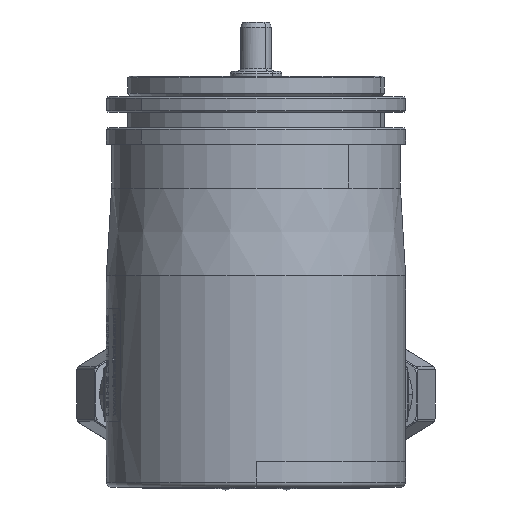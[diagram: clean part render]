
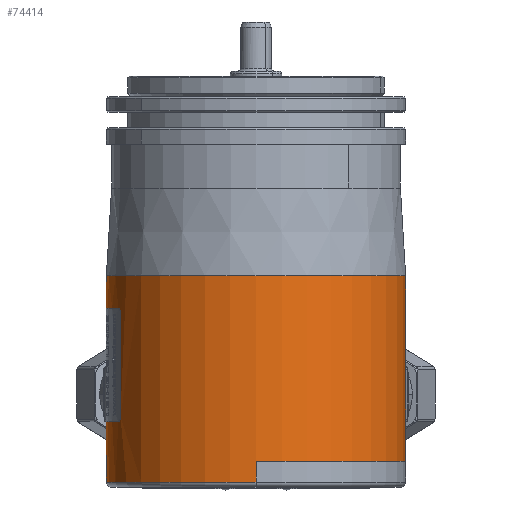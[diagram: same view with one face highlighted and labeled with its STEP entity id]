
A CAD part, front view. The second image highlights one B-rep face of the part: STEP entity #74414.
In plain terms, the highlighted cylindrical face has radius 29 mm (diameter 58 mm), a partial arc.
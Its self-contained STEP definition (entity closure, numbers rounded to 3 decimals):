
#5369=CARTESIAN_POINT('',(0.,0.,-53.2));
#5370=DIRECTION('',(0.,0.,1.));
#5371=DIRECTION('',(0.,1.,0.));
#5372=AXIS2_PLACEMENT_3D('',#5369,#5370,#5371);
#5394=DIRECTION('',(0.,0.,-1.));
#5395=VECTOR('',#5394,2.);
#5396=CARTESIAN_POINT('',(-29.,0.,-47.2));
#5397=LINE('',#5396,#5395);
#5398=CARTESIAN_POINT('',(0.,0.,-49.2));
#5399=DIRECTION('',(0.,0.,-1.));
#5400=DIRECTION('',(-1.,0.,0.));
#5401=AXIS2_PLACEMENT_3D('',#5398,#5399,#5400);
#5403=DIRECTION('',(0.,0.,-1.));
#5404=VECTOR('',#5403,4.);
#5405=CARTESIAN_POINT('',(0.,29.,-49.2));
#5406=LINE('',#5405,#5404);
#5407=CARTESIAN_POINT('',(-26.69,-11.342,-41.5));
#5408=CARTESIAN_POINT('',(-26.66,-11.413,-41.5));
#5409=CARTESIAN_POINT('',(-26.602,-11.549,
-41.483));
#5410=CARTESIAN_POINT('',(-26.516,-11.745,
-41.408));
#5411=CARTESIAN_POINT('',(-26.438,-11.919,
-41.288));
#5412=CARTESIAN_POINT('',(-26.371,-12.065,
-41.128));
#5413=CARTESIAN_POINT('',(-26.321,-12.174,
-40.936));
#5414=CARTESIAN_POINT('',(-26.29,-12.241,
-40.723));
#5415=CARTESIAN_POINT('',(-26.283,-12.256,
-40.576));
#5416=CARTESIAN_POINT('',(-26.283,-12.256,
-40.5));
#5418=DIRECTION('',(0.,0.,-1.));
#5419=VECTOR('',#5418,20.);
#5420=CARTESIAN_POINT('',(-26.283,-12.256,-20.5));
#5421=LINE('',#5420,#5419);
#5422=CARTESIAN_POINT('',(-26.283,-12.256,-20.5));
#5423=CARTESIAN_POINT('',(-26.283,-12.256,
-20.424));
#5424=CARTESIAN_POINT('',(-26.29,-12.241,
-20.277));
#5425=CARTESIAN_POINT('',(-26.321,-12.174,
-20.064));
#5426=CARTESIAN_POINT('',(-26.371,-12.065,
-19.872));
#5427=CARTESIAN_POINT('',(-26.438,-11.919,
-19.712));
#5428=CARTESIAN_POINT('',(-26.516,-11.745,
-19.592));
#5429=CARTESIAN_POINT('',(-26.602,-11.549,
-19.517));
#5430=CARTESIAN_POINT('',(-26.66,-11.412,-19.5));
#5431=CARTESIAN_POINT('',(-26.69,-11.342,-19.5));
#5433=CARTESIAN_POINT('',(0.,0.,-19.5));
#5434=DIRECTION('',(0.,0.,-1.));
#5435=DIRECTION('',(-0.92,-0.391,0.));
#5436=AXIS2_PLACEMENT_3D('',#5433,#5434,#5435);
#5438=CARTESIAN_POINT('',(-28.983,-1.,-19.5));
#5439=CARTESIAN_POINT('',(-28.985,-0.924,-19.5));
#5440=CARTESIAN_POINT('',(-28.99,-0.776,
-19.517));
#5441=CARTESIAN_POINT('',(-28.995,-0.562,
-19.592));
#5442=CARTESIAN_POINT('',(-28.998,-0.37,
-19.712));
#5443=CARTESIAN_POINT('',(-28.999,-0.211,
-19.872));
#5444=CARTESIAN_POINT('',(-29.,-0.091,
-20.064));
#5445=CARTESIAN_POINT('',(-29.,-0.017,
-20.277));
#5446=CARTESIAN_POINT('',(-29.,0.,-20.424));
#5447=CARTESIAN_POINT('',(-29.,0.,-20.5));
#5449=DIRECTION('',(0.,0.,-1.));
#5450=VECTOR('',#5449,12.);
#5451=CARTESIAN_POINT('',(29.,0.,-13.2));
#5452=LINE('',#5451,#5450);
#5453=DIRECTION('',(0.,0.,-1.));
#5454=VECTOR('',#5453,22.);
#5455=CARTESIAN_POINT('',(29.,0.,-25.2));
#5456=LINE('',#5455,#5454);
#5457=DIRECTION('',(0.,0.,-1.));
#5458=VECTOR('',#5457,2.);
#5459=CARTESIAN_POINT('',(29.,0.,-47.2));
#5460=LINE('',#5459,#5458);
#5461=CARTESIAN_POINT('',(0.,0.,-49.2));
#5462=DIRECTION('',(0.,0.,-1.));
#5463=DIRECTION('',(1.,0.,0.));
#5464=AXIS2_PLACEMENT_3D('',#5461,#5462,#5463);
#5466=DIRECTION('',(0.,0.,-1.));
#5467=VECTOR('',#5466,4.);
#5468=CARTESIAN_POINT('',(0.,-29.,-49.2));
#5469=LINE('',#5468,#5467);
#5470=DIRECTION('',(0.,0.,1.));
#5471=VECTOR('',#5470,6.7);
#5472=CARTESIAN_POINT('',(-29.,0.,-47.2));
#5473=LINE('',#5472,#5471);
#5474=CARTESIAN_POINT('',(-29.,0.,-40.5));
#5475=CARTESIAN_POINT('',(-29.,0.,-40.576));
#5476=CARTESIAN_POINT('',(-29.,-0.017,
-40.723));
#5477=CARTESIAN_POINT('',(-29.,-0.091,
-40.936));
#5478=CARTESIAN_POINT('',(-28.999,-0.211,
-41.128));
#5479=CARTESIAN_POINT('',(-28.998,-0.371,
-41.288));
#5480=CARTESIAN_POINT('',(-28.995,-0.562,
-41.408));
#5481=CARTESIAN_POINT('',(-28.99,-0.776,
-41.483));
#5482=CARTESIAN_POINT('',(-28.985,-0.924,-41.5));
#5483=CARTESIAN_POINT('',(-28.983,-1.,-41.5));
#5485=CARTESIAN_POINT('',(0.,0.,-41.5));
#5486=DIRECTION('',(0.,0.,-1.));
#5487=DIRECTION('',(-0.92,-0.391,0.));
#5488=AXIS2_PLACEMENT_3D('',#5485,#5486,#5487);
#5516=DIRECTION('',(0.,0.,-1.));
#5517=VECTOR('',#5516,7.3);
#5518=CARTESIAN_POINT('',(-29.,0.,-13.2));
#5519=LINE('',#5518,#5517);
#5535=CARTESIAN_POINT('',(-29.,0.,-47.2));
#18966=CARTESIAN_POINT('',(0.,0.,-13.2));
#18967=DIRECTION('',(0.,0.,-1.));
#18968=DIRECTION('',(1.,0.,0.));
#18969=AXIS2_PLACEMENT_3D('',#18966,#18967,#18968);
#57593=CARTESIAN_POINT('',(29.,0.,-13.2));
#57594=CARTESIAN_POINT('',(29.,0.,-25.2));
#57595=VERTEX_POINT('',#57593);
#57596=VERTEX_POINT('',#57594);
#57597=CARTESIAN_POINT('',(-29.,0.,-13.2));
#57598=VERTEX_POINT('',#57597);
#57616=VERTEX_POINT('',#5535);
#57620=CARTESIAN_POINT('',(29.,0.,-47.2));
#57621=VERTEX_POINT('',#57620);
#57925=CARTESIAN_POINT('',(0.,-29.,-53.2));
#57926=CARTESIAN_POINT('',(0.,29.,-53.2));
#57927=VERTEX_POINT('',#57925);
#57928=VERTEX_POINT('',#57926);
#57969=CARTESIAN_POINT('',(29.,0.,-49.2));
#57970=CARTESIAN_POINT('',(0.,-29.,-49.2));
#57971=VERTEX_POINT('',#57969);
#57972=VERTEX_POINT('',#57970);
#57973=CARTESIAN_POINT('',(-29.,0.,-49.2));
#57974=CARTESIAN_POINT('',(0.,29.,-49.2));
#57975=VERTEX_POINT('',#57973);
#57976=VERTEX_POINT('',#57974);
#68162=CARTESIAN_POINT('',(-29.,0.,-20.5));
#68164=VERTEX_POINT('',#68162);
#68166=CARTESIAN_POINT('',(-29.,0.,-40.5));
#68167=VERTEX_POINT('',#68166);
#68172=VERTEX_POINT('',#5407);
#68173=VERTEX_POINT('',#5416);
#68174=CARTESIAN_POINT('',(-28.983,-1.,-41.5));
#68175=VERTEX_POINT('',#68174);
#68176=VERTEX_POINT('',#5438);
#68177=CARTESIAN_POINT('',(-26.69,-11.342,-19.5));
#68178=VERTEX_POINT('',#68177);
#68179=VERTEX_POINT('',#5422);
#74376=CARTESIAN_POINT('',(0.,0.,6.45));
#74377=DIRECTION('',(0.,0.,-1.));
#74378=DIRECTION('',(1.,0.,0.));
#74379=AXIS2_PLACEMENT_3D('',#74376,#74377,#74378);
#74380=CYLINDRICAL_SURFACE('',#74379,29.);
#74382=ORIENTED_EDGE('',*,*,#74381,.T.);
#74384=ORIENTED_EDGE('',*,*,#74383,.F.);
#74386=ORIENTED_EDGE('',*,*,#74385,.T.);
#74388=ORIENTED_EDGE('',*,*,#74387,.T.);
#74390=ORIENTED_EDGE('',*,*,#74389,.T.);
#74392=ORIENTED_EDGE('',*,*,#74391,.F.);
#74394=ORIENTED_EDGE('',*,*,#74393,.F.);
#74396=ORIENTED_EDGE('',*,*,#74395,.T.);
#74398=ORIENTED_EDGE('',*,*,#74397,.T.);
#74399=ORIENTED_EDGE('',*,*,#74360,.T.);
#74400=ORIENTED_EDGE('',*,*,#74358,.T.);
#74401=ORIENTED_EDGE('',*,*,#74371,.T.);
#74402=ORIENTED_EDGE('',*,*,#74332,.F.);
#74403=ORIENTED_EDGE('',*,*,#74368,.F.);
#74404=ORIENTED_EDGE('',*,*,#74366,.F.);
#74405=ORIENTED_EDGE('',*,*,#74364,.F.);
#74407=ORIENTED_EDGE('',*,*,#74406,.T.);
#74409=ORIENTED_EDGE('',*,*,#74408,.T.);
#74411=ORIENTED_EDGE('',*,*,#74410,.F.);
#74412=EDGE_LOOP('',(#74382,#74384,#74386,#74388,#74390,#74392,#74394,#74396,
#74398,#74399,#74400,#74401,#74402,#74403,#74404,#74405,#74407,#74409,#74411));
#74413=FACE_OUTER_BOUND('',#74412,.F.);
#5373=CIRCLE('',#5372,29.);
#5402=CIRCLE('',#5401,29.);
#5417=B_SPLINE_CURVE_WITH_KNOTS('',3,(#5407,#5408,#5409,#5410,#5411,#5412,#5413,
#5414,#5415,#5416),.UNSPECIFIED.,.F.,.F.,(4,1,1,1,1,1,1,4),(0.,
0.143,0.286,0.429,0.571,
0.714,0.857,1.),.UNSPECIFIED.);
#5432=B_SPLINE_CURVE_WITH_KNOTS('',3,(#5422,#5423,#5424,#5425,#5426,#5427,#5428,
#5429,#5430,#5431),.UNSPECIFIED.,.F.,.F.,(4,1,1,1,1,1,1,4),(0.,
0.143,0.286,0.429,0.571,
0.714,0.857,1.),.UNSPECIFIED.);
#5437=CIRCLE('',#5436,29.);
#5448=B_SPLINE_CURVE_WITH_KNOTS('',3,(#5438,#5439,#5440,#5441,#5442,#5443,#5444,
#5445,#5446,#5447),.UNSPECIFIED.,.F.,.F.,(4,1,1,1,1,1,1,4),(0.,
0.143,0.286,0.429,0.571,
0.714,0.857,1.),.UNSPECIFIED.);
#5465=CIRCLE('',#5464,29.);
#5484=B_SPLINE_CURVE_WITH_KNOTS('',3,(#5474,#5475,#5476,#5477,#5478,#5479,#5480,
#5481,#5482,#5483),.UNSPECIFIED.,.F.,.F.,(4,1,1,1,1,1,1,4),(0.,
0.143,0.286,0.429,0.571,
0.714,0.857,1.),.UNSPECIFIED.);
#5489=CIRCLE('',#5488,29.);
#18970=CIRCLE('',#18969,29.);
#74332=EDGE_CURVE('',#57928,#57927,#5373,.T.);
#74358=EDGE_CURVE('',#57971,#57972,#5465,.T.);
#74360=EDGE_CURVE('',#57621,#57971,#5460,.T.);
#74364=EDGE_CURVE('',#57616,#57975,#5397,.T.);
#74366=EDGE_CURVE('',#57975,#57976,#5402,.T.);
#74368=EDGE_CURVE('',#57976,#57928,#5406,.T.);
#74371=EDGE_CURVE('',#57972,#57927,#5469,.T.);
#74381=EDGE_CURVE('',#68172,#68173,#5417,.T.);
#74383=EDGE_CURVE('',#68179,#68173,#5421,.T.);
#74385=EDGE_CURVE('',#68179,#68178,#5432,.T.);
#74387=EDGE_CURVE('',#68178,#68176,#5437,.T.);
#74389=EDGE_CURVE('',#68176,#68164,#5448,.T.);
#74391=EDGE_CURVE('',#57598,#68164,#5519,.T.);
#74393=EDGE_CURVE('',#57595,#57598,#18970,.T.);
#74395=EDGE_CURVE('',#57595,#57596,#5452,.T.);
#74397=EDGE_CURVE('',#57596,#57621,#5456,.T.);
#74406=EDGE_CURVE('',#57616,#68167,#5473,.T.);
#74408=EDGE_CURVE('',#68167,#68175,#5484,.T.);
#74410=EDGE_CURVE('',#68172,#68175,#5489,.T.);
#74414=ADVANCED_FACE('',(#74413),#74380,.T.);
